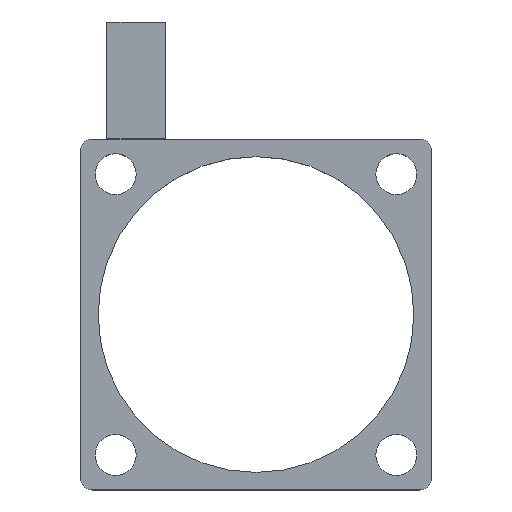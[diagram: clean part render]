
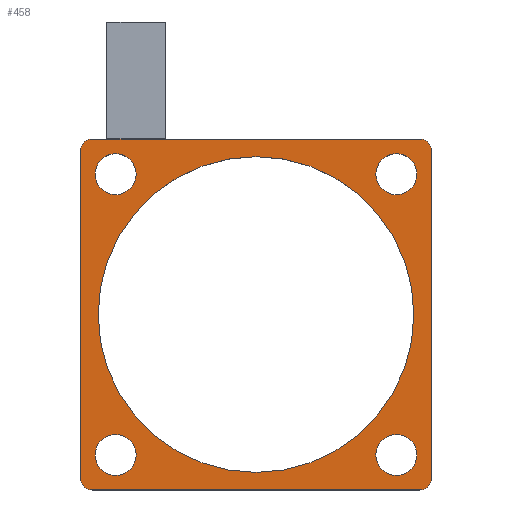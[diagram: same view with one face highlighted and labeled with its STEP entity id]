
A CAD part, top view. The second image highlights one B-rep face of the part: STEP entity #458.
In plain terms, the highlighted planar face has unit normal (0, 0, 1).
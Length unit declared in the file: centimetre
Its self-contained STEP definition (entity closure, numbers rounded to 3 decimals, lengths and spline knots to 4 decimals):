
#105=CIRCLE('',#476,0.175);
#107=CIRCLE('',#479,0.175);
#109=CIRCLE('',#482,0.175);
#110=CIRCLE('',#484,0.1);
#112=CIRCLE('',#487,0.175);
#113=CIRCLE('',#488,1.35);
#114=CIRCLE('',#489,0.1);
#115=CIRCLE('',#490,0.1);
#116=CIRCLE('',#491,0.1);
#131=VERTEX_POINT('',#602);
#132=VERTEX_POINT('',#603);
#141=VERTEX_POINT('',#630);
#144=VERTEX_POINT('',#636);
#146=VERTEX_POINT('',#641);
#148=VERTEX_POINT('',#646);
#150=VERTEX_POINT('',#651);
#151=VERTEX_POINT('',#654);
#152=VERTEX_POINT('',#655);
#155=VERTEX_POINT('',#663);
#156=VERTEX_POINT('',#665);
#157=VERTEX_POINT('',#667);
#158=VERTEX_POINT('',#670);
#159=VERTEX_POINT('',#672);
#160=VERTEX_POINT('',#674);
#167=VECTOR('',#507,1.);
#186=VECTOR('',#560,1.);
#187=VECTOR('',#565,1.);
#188=VECTOR('',#568,1.);
#196=LINE('',#601,#167);
#215=LINE('',#666,#186);
#216=LINE('',#671,#187);
#217=LINE('',#675,#188);
#225=EDGE_CURVE('',#131,#132,#196,.T.);
#239=EDGE_CURVE('',#132,#141,#196,.T.);
#244=EDGE_CURVE('',#144,#131,#196,.T.);
#246=EDGE_CURVE('',#146,#146,#105,.T.);
#248=EDGE_CURVE('',#148,#148,#107,.T.);
#250=EDGE_CURVE('',#150,#150,#109,.T.);
#251=EDGE_CURVE('',#151,#152,#110,.T.);
#255=EDGE_CURVE('',#155,#155,#112,.T.);
#256=EDGE_CURVE('',#156,#156,#113,.T.);
#257=EDGE_CURVE('',#157,#151,#215,.T.);
#258=EDGE_CURVE('',#141,#157,#114,.T.);
#259=EDGE_CURVE('',#158,#144,#115,.T.);
#260=EDGE_CURVE('',#159,#158,#216,.T.);
#261=EDGE_CURVE('',#160,#159,#116,.T.);
#262=EDGE_CURVE('',#152,#160,#217,.T.);
#315=ORIENTED_EDGE('',*,*,#246,.T.);
#316=ORIENTED_EDGE('',*,*,#248,.T.);
#317=ORIENTED_EDGE('',*,*,#250,.T.);
#318=ORIENTED_EDGE('',*,*,#255,.T.);
#319=ORIENTED_EDGE('',*,*,#256,.F.);
#320=ORIENTED_EDGE('',*,*,#251,.F.);
#321=ORIENTED_EDGE('',*,*,#257,.F.);
#322=ORIENTED_EDGE('',*,*,#258,.F.);
#323=ORIENTED_EDGE('',*,*,#239,.F.);
#324=ORIENTED_EDGE('',*,*,#225,.F.);
#325=ORIENTED_EDGE('',*,*,#244,.F.);
#326=ORIENTED_EDGE('',*,*,#259,.F.);
#327=ORIENTED_EDGE('',*,*,#260,.F.);
#328=ORIENTED_EDGE('',*,*,#261,.F.);
#329=ORIENTED_EDGE('',*,*,#262,.F.);
#389=EDGE_LOOP('',(#315));
#390=EDGE_LOOP('',(#316));
#391=EDGE_LOOP('',(#317));
#392=EDGE_LOOP('',(#318));
#393=EDGE_LOOP('',(#319));
#394=EDGE_LOOP('',(#320,#321,#322,#323,#324,#325,#326,#327,#328,#329));
#425=FACE_BOUND('',#389,.T.);
#426=FACE_BOUND('',#390,.T.);
#427=FACE_BOUND('',#391,.T.);
#428=FACE_BOUND('',#392,.T.);
#429=FACE_BOUND('',#393,.T.);
#430=FACE_BOUND('',#394,.T.);
#458=ADVANCED_FACE('',(#425,#426,#427,#428,#429,#430),#709,.T.);
#476=AXIS2_PLACEMENT_3D('',#640,#533,#534);
#479=AXIS2_PLACEMENT_3D('',#645,#539,#540);
#482=AXIS2_PLACEMENT_3D('',#650,#545,#546);
#484=AXIS2_PLACEMENT_3D('',#653,#549,#550);
#486=AXIS2_PLACEMENT_3D('',#661,#555,$);
#487=AXIS2_PLACEMENT_3D('',#662,#556,#557);
#488=AXIS2_PLACEMENT_3D('',#664,#558,#559);
#489=AXIS2_PLACEMENT_3D('',#668,#561,#562);
#490=AXIS2_PLACEMENT_3D('',#669,#563,#564);
#491=AXIS2_PLACEMENT_3D('',#673,#566,#567);
#507=DIRECTION('',(1.,0.,0.));
#533=DIRECTION('',(0.,0.,-1.));
#534=DIRECTION('',(0.,-0.175,0.));
#539=DIRECTION('',(0.,0.,-1.));
#540=DIRECTION('',(-0.175,0.,0.));
#545=DIRECTION('',(0.,0.,-1.));
#546=DIRECTION('',(0.,0.175,0.));
#549=DIRECTION('',(0.,0.,-1.));
#550=DIRECTION('',(0.071,-0.071,0.));
#555=DIRECTION('',(0.,0.,1.));
#556=DIRECTION('',(0.,0.,-1.));
#557=DIRECTION('',(0.175,0.,0.));
#558=DIRECTION('',(0.,0.,1.));
#559=DIRECTION('',(1.35,0.,0.));
#560=DIRECTION('',(0.,-1.,0.));
#561=DIRECTION('',(0.,0.,-1.));
#562=DIRECTION('',(0.071,0.071,0.));
#563=DIRECTION('',(0.,0.,-1.));
#564=DIRECTION('',(-0.071,0.071,0.));
#565=DIRECTION('',(0.,1.,0.));
#566=DIRECTION('',(0.,0.,-1.));
#567=DIRECTION('',(-0.071,-0.071,0.));
#568=DIRECTION('',(-1.,0.,0.));
#601=CARTESIAN_POINT('',(1.5,1.5,0.2));
#602=CARTESIAN_POINT('',(-1.275,1.5,0.2));
#603=CARTESIAN_POINT('',(-0.775,1.5,0.2));
#630=CARTESIAN_POINT('',(1.4,1.5,0.2));
#636=CARTESIAN_POINT('',(-1.4,1.5,0.2));
#640=CARTESIAN_POINT('',(1.2,1.2,0.2));
#641=CARTESIAN_POINT('',(1.2,1.375,0.2));
#645=CARTESIAN_POINT('',(1.2,-1.2,0.2));
#646=CARTESIAN_POINT('',(1.375,-1.2,0.2));
#650=CARTESIAN_POINT('',(-1.2,-1.2,0.2));
#651=CARTESIAN_POINT('',(-1.2,-1.375,0.2));
#653=CARTESIAN_POINT('',(1.4,-1.4,0.2));
#654=CARTESIAN_POINT('',(1.5,-1.4,0.2));
#655=CARTESIAN_POINT('',(1.4,-1.5,0.2));
#661=CARTESIAN_POINT('',(0.,0.,0.2));
#662=CARTESIAN_POINT('',(-1.2,1.2,0.2));
#663=CARTESIAN_POINT('',(-1.375,1.2,0.2));
#664=CARTESIAN_POINT('',(0.,0.,0.2));
#665=CARTESIAN_POINT('',(1.35,0.,0.2));
#666=CARTESIAN_POINT('',(1.5,-1.5,0.2));
#667=CARTESIAN_POINT('',(1.5,1.4,0.2));
#668=CARTESIAN_POINT('',(1.4,1.4,0.2));
#669=CARTESIAN_POINT('',(-1.4,1.4,0.2));
#670=CARTESIAN_POINT('',(-1.5,1.4,0.2));
#671=CARTESIAN_POINT('',(-1.5,1.5,0.2));
#672=CARTESIAN_POINT('',(-1.5,-1.4,0.2));
#673=CARTESIAN_POINT('',(-1.4,-1.4,0.2));
#674=CARTESIAN_POINT('',(-1.4,-1.5,0.2));
#675=CARTESIAN_POINT('',(-1.5,-1.5,0.2));
#709=PLANE('',#486);
